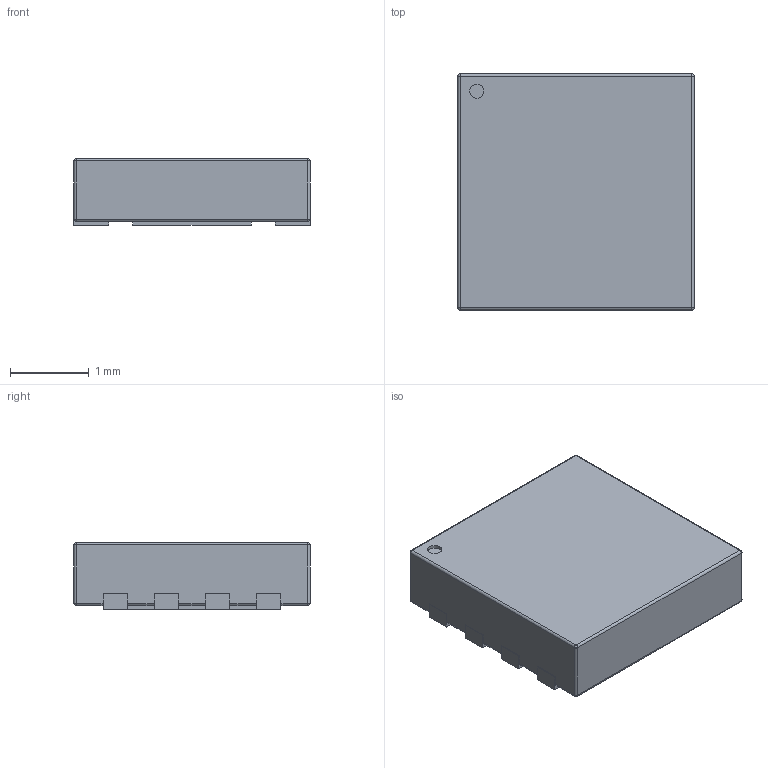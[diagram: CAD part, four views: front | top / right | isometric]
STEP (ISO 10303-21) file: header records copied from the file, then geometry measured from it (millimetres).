
FILE_DESCRIPTION(('FreeCAD Model'),'2;1');
FILE_NAME( 'DFN_3030-8.step', '2016-07-22T12:02:25',('Author'),(''), 'Open CASCADE STEP processor 6.8','FreeCAD','Unknown');
FILE_SCHEMA(('AUTOMOTIVE_DESIGN_CC2 { 1 2 10303 214 -1 1 5 4 }'));
Length unit declared in the file: inch
Products named in the file (2): ASSEMBLY; DFN-3030-8
Assembly tree (1 placements, depth 2):
  ASSEMBLY
    DFN-3030-8
Bounding box: 3.02 x 3 x 0.85 mm (x, y, z)
Volume: 7.4 mm3; surface area: 28.3 mm2
Topology: 1 solids, 1 shells, 89 faces, 239 edges, 146 vertices
Faces by surface type: plane 60, cylinder 21, sphere 8
Full cylindrical faces by diameter (mm): 0.18 x1
Entity records: 6228 total; most frequent: CARTESIAN_POINT 1120, DIRECTION 772, LINE 497, VECTOR 497, ORIENTED_EDGE 462, PCURVE 462, DEFINITIONAL_REPRESENTATION 462, EDGE_CURVE 231
